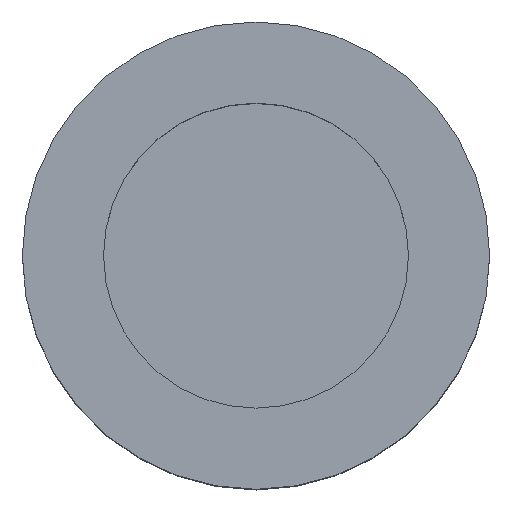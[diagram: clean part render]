
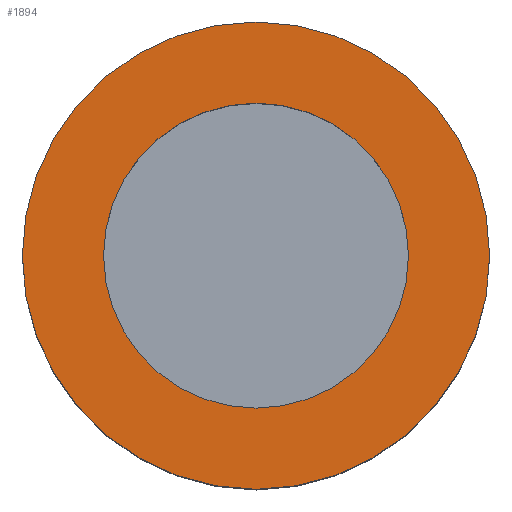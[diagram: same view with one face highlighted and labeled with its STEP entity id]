
A CAD part, top view. The second image highlights one B-rep face of the part: STEP entity #1894.
In plain terms, the highlighted planar face has unit normal (0, 0, 1).
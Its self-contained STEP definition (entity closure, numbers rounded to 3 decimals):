
#22=FACE_BOUND('',#208,.T.);
#32=PLANE('',#2118);
#94=FACE_OUTER_BOUND('',#207,.T.);
#207=EDGE_LOOP('',(#1471));
#208=EDGE_LOOP('',(#1472));
#667=CIRCLE('',#2002,13.05);
#768=CIRCLE('',#2117,20.);
#771=VERTEX_POINT('',#2822);
#960=VERTEX_POINT('',#3220);
#964=EDGE_CURVE('',#771,#771,#667,.T.);
#1159=EDGE_CURVE('',#960,#960,#768,.T.);
#1471=ORIENTED_EDGE('',*,*,#1159,.T.);
#1472=ORIENTED_EDGE('',*,*,#964,.T.);
#1894=ADVANCED_FACE('',(#94,#22),#32,.T.);
#2002=AXIS2_PLACEMENT_3D('',#2823,#2220,#2221);
#2117=AXIS2_PLACEMENT_3D('',#3221,#2544,#2545);
#2118=AXIS2_PLACEMENT_3D('',#3223,#2547,#2548);
#2220=DIRECTION('center_axis',(0.,0.,-1.));
#2221=DIRECTION('ref_axis',(-1.,0.,0.));
#2544=DIRECTION('center_axis',(0.,0.,1.));
#2545=DIRECTION('ref_axis',(-1.,0.,0.));
#2547=DIRECTION('center_axis',(0.,0.,1.));
#2548=DIRECTION('ref_axis',(-1.,0.,0.));
#2822=CARTESIAN_POINT('',(13.05,0.,12.));
#2823=CARTESIAN_POINT('Origin',(0.,0.,12.));
#3220=CARTESIAN_POINT('',(20.,0.,12.));
#3221=CARTESIAN_POINT('Origin',(0.,0.,12.));
#3223=CARTESIAN_POINT('Origin',(0.,0.,12.));
